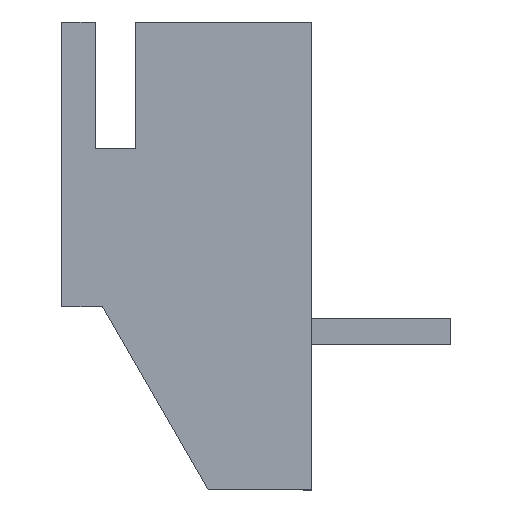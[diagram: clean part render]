
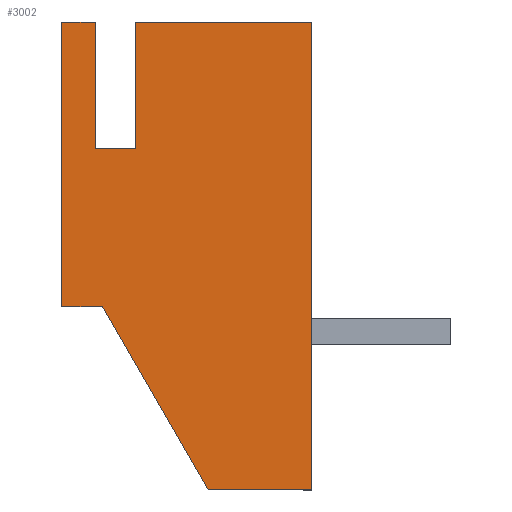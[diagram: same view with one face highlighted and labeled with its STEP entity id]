
A CAD part, left-side view. The second image highlights one B-rep face of the part: STEP entity #3002.
In plain terms, the highlighted planar face has unit normal (-1, 0, 0).
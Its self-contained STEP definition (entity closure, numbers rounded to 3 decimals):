
#523 = VERTEX_POINT ( 'NONE', #4873 ) ;
#530 = EDGE_CURVE ( 'NONE', #532, #523, #4923, .T. ) ;
#532 = VERTEX_POINT ( 'NONE', #4915 ) ;
#716 = VERTEX_POINT ( 'NONE', #5396 ) ;
#718 = EDGE_CURVE ( 'NONE', #2923, #716, #5395, .T. ) ;
#1353 = CARTESIAN_POINT ( 'NONE',  ( -16.2, 5.325, 5.75 ) ) ;
#1424 = DIRECTION ( 'NONE',  ( 0., 0., 1. ) ) ;
#1425 = VECTOR ( 'NONE', #1424, 1000. ) ;
#1426 = CARTESIAN_POINT ( 'NONE',  ( -16.2, 5.325, 5.75 ) ) ;
#1427 = LINE ( 'NONE', #1426, #1425 ) ;
#1428 = DIRECTION ( 'NONE',  ( 0., 1., 0. ) ) ;
#1429 = DIRECTION ( 'NONE',  ( 1., 0., 0. ) ) ;
#1430 = CARTESIAN_POINT ( 'NONE',  ( -16.2, 6.15, 5.75 ) ) ;
#1431 = AXIS2_PLACEMENT_3D ( 'NONE', #1430, #1429, #1428 ) ;
#1432 = PLANE ( 'NONE',  #1431 ) ;
#1433 = FACE_OUTER_BOUND ( 'NONE', #3003, .T. ) ;
#1442 = CARTESIAN_POINT ( 'NONE',  ( -16.2, 2.552, -5.75 ) ) ;
#1443 = DIRECTION ( 'NONE',  ( 0., -0.5, -0.866 ) ) ;
#1444 = VECTOR ( 'NONE', #1443, 1000. ) ;
#1445 = CARTESIAN_POINT ( 'NONE',  ( -16.2, 2.552, -5.75 ) ) ;
#1446 = LINE ( 'NONE', #1445, #1444 ) ;
#1483 = DIRECTION ( 'NONE',  ( 0., 0., 1. ) ) ;
#1484 = VECTOR ( 'NONE', #1483, 1000. ) ;
#1485 = CARTESIAN_POINT ( 'NONE',  ( -16.2, 0., 5.75 ) ) ;
#1486 = LINE ( 'NONE', #1485, #1484 ) ;
#1527 = DIRECTION ( 'NONE',  ( 0., -1., 0. ) ) ;
#1528 = VECTOR ( 'NONE', #1527, 1000. ) ;
#1529 = CARTESIAN_POINT ( 'NONE',  ( -16.2, 0., -5.75 ) ) ;
#1530 = LINE ( 'NONE', #1529, #1528 ) ;
#1547 = CARTESIAN_POINT ( 'NONE',  ( -16.2, 0., -5.75 ) ) ;
#1703 = DIRECTION ( 'NONE',  ( 0., 0., -1. ) ) ;
#1704 = VECTOR ( 'NONE', #1703, 1000. ) ;
#1705 = CARTESIAN_POINT ( 'NONE',  ( -16.2, 4.325, 2.65 ) ) ;
#1706 = LINE ( 'NONE', #1705, #1704 ) ;
#1707 = CARTESIAN_POINT ( 'NONE',  ( -16.2, 4.325, 2.65 ) ) ;
#1822 = DIRECTION ( 'NONE',  ( 0., 1., 0. ) ) ;
#1823 = VECTOR ( 'NONE', #1822, 1000. ) ;
#1824 = CARTESIAN_POINT ( 'NONE',  ( -16.2, 5.325, 2.65 ) ) ;
#1825 = LINE ( 'NONE', #1824, #1823 ) ;
#1827 = CARTESIAN_POINT ( 'NONE',  ( -16.2, 5.325, 2.65 ) ) ;
#1842 = DIRECTION ( 'NONE',  ( 0., 0., -1. ) ) ;
#1843 = VECTOR ( 'NONE', #1842, 1000. ) ;
#1844 = CARTESIAN_POINT ( 'NONE',  ( -16.2, 6.15, -1.25 ) ) ;
#1845 = LINE ( 'NONE', #1844, #1843 ) ;
#1854 = LINE ( 'NONE', #1918, #1917 ) ;
#1855 = CARTESIAN_POINT ( 'NONE',  ( -16.2, 4.325, 5.75 ) ) ;
#1915 = CARTESIAN_POINT ( 'NONE',  ( -16.2, 0., 5.75 ) ) ;
#1916 = DIRECTION ( 'NONE',  ( 0., 1., 0. ) ) ;
#1917 = VECTOR ( 'NONE', #1916, 1000. ) ;
#1918 = CARTESIAN_POINT ( 'NONE',  ( -16.2, 4.325, 5.75 ) ) ;
#2923 = VERTEX_POINT ( 'NONE', #1353 ) ;
#2991 = ORIENTED_EDGE ( 'NONE', *, *, #3216, .T. ) ;
#2992 = ORIENTED_EDGE ( 'NONE', *, *, #530, .T. ) ;
#2993 = ORIENTED_EDGE ( 'NONE', *, *, #2994, .T. ) ;
#2994 = EDGE_CURVE ( 'NONE', #523, #2995, #1446, .T. ) ;
#2995 = VERTEX_POINT ( 'NONE', #1442 ) ;
#3002 = ADVANCED_FACE ( 'NONE', ( #1433 ), #1432, .F. ) ;
#3003 = EDGE_LOOP ( 'NONE', ( #3049, #3052, #3053, #3054, #3055, #3056, #2991, #2992, #2993, #3065 ) ) ;
#3005 = EDGE_CURVE ( 'NONE', #3224, #2923, #1427, .T. ) ;
#3049 = ORIENTED_EDGE ( 'NONE', *, *, #3050, .T. ) ;
#3050 = EDGE_CURVE ( 'NONE', #3051, #3248, #1486, .T. ) ;
#3051 = VERTEX_POINT ( 'NONE', #1547 ) ;
#3052 = ORIENTED_EDGE ( 'NONE', *, *, #3247, .T. ) ;
#3053 = ORIENTED_EDGE ( 'NONE', *, *, #3164, .T. ) ;
#3054 = ORIENTED_EDGE ( 'NONE', *, *, #3226, .T. ) ;
#3055 = ORIENTED_EDGE ( 'NONE', *, *, #3005, .T. ) ;
#3056 = ORIENTED_EDGE ( 'NONE', *, *, #718, .T. ) ;
#3065 = ORIENTED_EDGE ( 'NONE', *, *, #3066, .T. ) ;
#3066 = EDGE_CURVE ( 'NONE', #2995, #3051, #1530, .T. ) ;
#3162 = VERTEX_POINT ( 'NONE', #1707 ) ;
#3164 = EDGE_CURVE ( 'NONE', #3245, #3162, #1706, .T. ) ;
#3216 = EDGE_CURVE ( 'NONE', #716, #532, #1845, .T. ) ;
#3224 = VERTEX_POINT ( 'NONE', #1827 ) ;
#3226 = EDGE_CURVE ( 'NONE', #3162, #3224, #1825, .T. ) ;
#3245 = VERTEX_POINT ( 'NONE', #1855 ) ;
#3247 = EDGE_CURVE ( 'NONE', #3248, #3245, #1854, .T. ) ;
#3248 = VERTEX_POINT ( 'NONE', #1915 ) ;
#4873 = CARTESIAN_POINT ( 'NONE',  ( -16.2, 5.15, -1.25 ) ) ;
#4915 = CARTESIAN_POINT ( 'NONE',  ( -16.2, 6.15, -1.25 ) ) ;
#4920 = DIRECTION ( 'NONE',  ( 0., -1., 0. ) ) ;
#4921 = VECTOR ( 'NONE', #4920, 1000. ) ;
#4922 = CARTESIAN_POINT ( 'NONE',  ( -16.2, 6.15, -1.25 ) ) ;
#4923 = LINE ( 'NONE', #4922, #4921 ) ;
#5392 = DIRECTION ( 'NONE',  ( 0., 1., 0. ) ) ;
#5393 = VECTOR ( 'NONE', #5392, 1000. ) ;
#5394 = CARTESIAN_POINT ( 'NONE',  ( -16.2, 6.15, 5.75 ) ) ;
#5395 = LINE ( 'NONE', #5394, #5393 ) ;
#5396 = CARTESIAN_POINT ( 'NONE',  ( -16.2, 6.15, 5.75 ) ) ;
